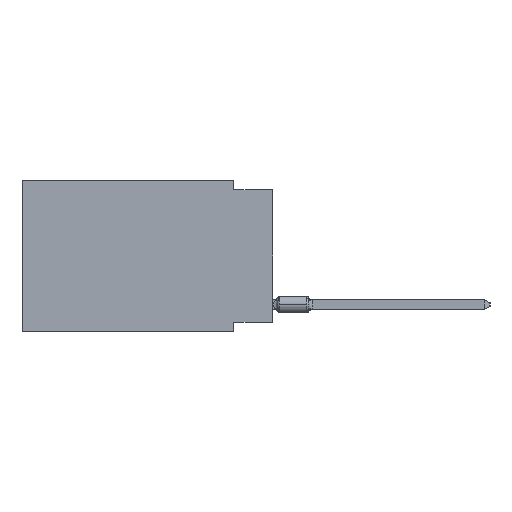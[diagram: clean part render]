
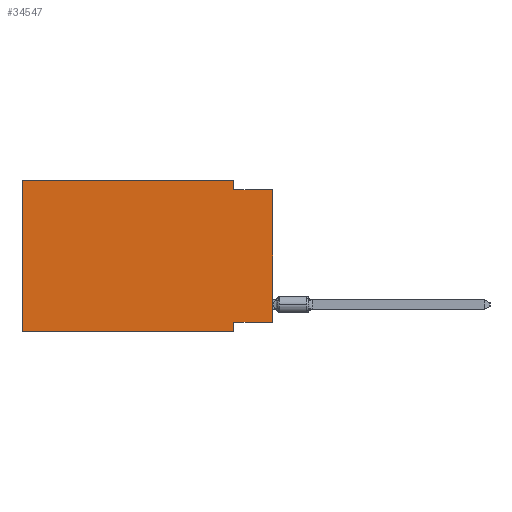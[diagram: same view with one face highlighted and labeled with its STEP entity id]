
A CAD part, left-side view. The second image highlights one B-rep face of the part: STEP entity #34547.
In plain terms, the highlighted planar face has unit normal (-1, 0, 0).
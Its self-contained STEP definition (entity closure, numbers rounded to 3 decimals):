
#830 = CARTESIAN_POINT ( 'NONE',  ( 0., 16.383, -9.906 ) ) ;
#1190 = VECTOR ( 'NONE', #40528, 1000. ) ;
#1200 = CARTESIAN_POINT ( 'NONE',  ( 0., 2.54, -9.271 ) ) ;
#1313 = CARTESIAN_POINT ( 'NONE',  ( 0., 2.54, -9.906 ) ) ;
#1398 = EDGE_CURVE ( 'NONE', #10199, #34059, #35818, .T. ) ;
#2299 = FACE_OUTER_BOUND ( 'NONE', #12662, .T. ) ;
#2703 = CARTESIAN_POINT ( 'NONE',  ( 0., 16.383, 0. ) ) ;
#6233 = VERTEX_POINT ( 'NONE', #36010 ) ;
#6692 = ORIENTED_EDGE ( 'NONE', *, *, #31592, .T. ) ;
#7119 = CARTESIAN_POINT ( 'NONE',  ( 0., 2.54, 0. ) ) ;
#8918 = DIRECTION ( 'NONE',  ( 0., 0., -1. ) ) ;
#8952 = CARTESIAN_POINT ( 'NONE',  ( 0., 0., -0.635 ) ) ;
#9152 = CARTESIAN_POINT ( 'NONE',  ( 0., 0., -0.635 ) ) ;
#10199 = VERTEX_POINT ( 'NONE', #7119 ) ;
#10863 = VECTOR ( 'NONE', #8918, 1000. ) ;
#11113 = EDGE_CURVE ( 'NONE', #26957, #10199, #21363, .T. ) ;
#11396 = VECTOR ( 'NONE', #16794, 1000. ) ;
#12662 = EDGE_LOOP ( 'NONE', ( #28489, #13934, #32983, #24534, #33897, #6692, #26140, #24745 ) ) ;
#12938 = VERTEX_POINT ( 'NONE', #28407 ) ;
#12970 = LINE ( 'NONE', #9152, #31406 ) ;
#13580 = VERTEX_POINT ( 'NONE', #8952 ) ;
#13815 = EDGE_CURVE ( 'NONE', #42433, #6233, #38704, .T. ) ;
#13833 = LINE ( 'NONE', #830, #19104 ) ;
#13881 = EDGE_CURVE ( 'NONE', #24870, #13580, #35577, .T. ) ;
#13934 = ORIENTED_EDGE ( 'NONE', *, *, #29449, .F. ) ;
#15745 = DIRECTION ( 'NONE',  ( 0., 0., -1. ) ) ;
#16185 = DIRECTION ( 'NONE',  ( 1., 0., 0. ) ) ;
#16363 = CARTESIAN_POINT ( 'NONE',  ( 0., 0., -9.271 ) ) ;
#16794 = DIRECTION ( 'NONE',  ( 0., 1., 0. ) ) ;
#17079 = AXIS2_PLACEMENT_3D ( 'NONE', #29646, #16185, #15745 ) ;
#18327 = DIRECTION ( 'NONE',  ( 0., 0., -1. ) ) ;
#19104 = VECTOR ( 'NONE', #34212, 1000. ) ;
#21363 = LINE ( 'NONE', #39854, #25510 ) ;
#24534 = ORIENTED_EDGE ( 'NONE', *, *, #11113, .F. ) ;
#24745 = ORIENTED_EDGE ( 'NONE', *, *, #34957, .F. ) ;
#24870 = VERTEX_POINT ( 'NONE', #40332 ) ;
#25510 = VECTOR ( 'NONE', #35019, 1000. ) ;
#26140 = ORIENTED_EDGE ( 'NONE', *, *, #13815, .F. ) ;
#26957 = VERTEX_POINT ( 'NONE', #27422 ) ;
#27130 = LINE ( 'NONE', #2703, #1190 ) ;
#27422 = CARTESIAN_POINT ( 'NONE',  ( 0., 16.383, 0. ) ) ;
#27746 = VECTOR ( 'NONE', #18327, 1000. ) ;
#28407 = CARTESIAN_POINT ( 'NONE',  ( 0., 16.383, -9.906 ) ) ;
#28489 = ORIENTED_EDGE ( 'NONE', *, *, #13881, .T. ) ;
#29449 = EDGE_CURVE ( 'NONE', #34059, #13580, #12970, .T. ) ;
#29646 = CARTESIAN_POINT ( 'NONE',  ( 0., 16.383, 0. ) ) ;
#30432 = DIRECTION ( 'NONE',  ( 0., -1., 0. ) ) ;
#31085 = EDGE_CURVE ( 'NONE', #12938, #26957, #27130, .T. ) ;
#31406 = VECTOR ( 'NONE', #30432, 1000. ) ;
#31592 = EDGE_CURVE ( 'NONE', #12938, #6233, #13833, .T. ) ;
#32443 = CARTESIAN_POINT ( 'NONE',  ( 0., 0., 0. ) ) ;
#32764 = PLANE ( 'NONE',  #17079 ) ;
#32983 = ORIENTED_EDGE ( 'NONE', *, *, #1398, .F. ) ;
#33897 = ORIENTED_EDGE ( 'NONE', *, *, #31085, .F. ) ;
#34059 = VERTEX_POINT ( 'NONE', #41574 ) ;
#34212 = DIRECTION ( 'NONE',  ( 0., -1., 0. ) ) ;
#34547 = ADVANCED_FACE ( 'NONE', ( #2299 ), #32764, .F. ) ;
#34957 = EDGE_CURVE ( 'NONE', #24870, #42433, #44109, .T. ) ;
#35019 = DIRECTION ( 'NONE',  ( 0., -1., 0. ) ) ;
#35577 = LINE ( 'NONE', #32443, #39882 ) ;
#35818 = LINE ( 'NONE', #39154, #10863 ) ;
#36010 = CARTESIAN_POINT ( 'NONE',  ( 0., 2.54, -9.906 ) ) ;
#38704 = LINE ( 'NONE', #1313, #27746 ) ;
#39154 = CARTESIAN_POINT ( 'NONE',  ( 0., 2.54, 0. ) ) ;
#39854 = CARTESIAN_POINT ( 'NONE',  ( 0., 16.383, 0. ) ) ;
#39882 = VECTOR ( 'NONE', #42717, 1000. ) ;
#40332 = CARTESIAN_POINT ( 'NONE',  ( 0., 0., -9.271 ) ) ;
#40528 = DIRECTION ( 'NONE',  ( 0., 0., 1. ) ) ;
#41574 = CARTESIAN_POINT ( 'NONE',  ( 0., 2.54, -0.635 ) ) ;
#42433 = VERTEX_POINT ( 'NONE', #1200 ) ;
#42717 = DIRECTION ( 'NONE',  ( 0., 0., 1. ) ) ;
#44109 = LINE ( 'NONE', #16363, #11396 ) ;
